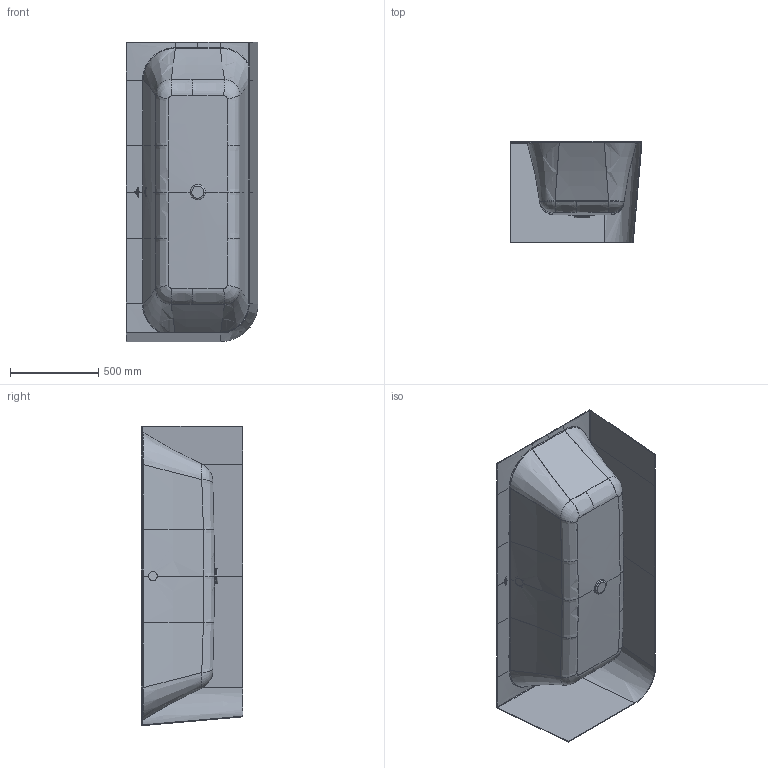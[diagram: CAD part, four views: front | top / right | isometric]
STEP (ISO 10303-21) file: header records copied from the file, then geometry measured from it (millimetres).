
FILE_DESCRIPTION((''),'2;1');
FILE_NAME('ARCH170X75_BTW-L_02082023_ASM','2023-08-02T13:16:42',('GrootJ'),('Villeroy & Boch Wellness bv'),'CREO PARAMETRIC BY PTC INC, 2022414','CREO PARAMETRIC BY PTC INC, 2022414','');
FILE_SCHEMA(('AP242_MANAGED_MODEL_BASED_3D_ENGINEERING_MIM_LF { 1 0 10303 442 1 1 4 }'));
Products named in the file (5): ARCH170X75_BTW_CORNER-L-060623; VIEGA_OVERFLOWKNOB_21102022; AFVOERDEKSEL_ROND_30062022; LOGO_INFINITY_06072022; ARCH170X75_BTW-L_02082023_ASM
Assembly tree (4 placements, depth 2):
  ARCH170X75_BTW-L_02082023_ASM
    ARCH170X75_BTW_CORNER-L-060623
    VIEGA_OVERFLOWKNOB_21102022
    AFVOERDEKSEL_ROND_30062022
    LOGO_INFINITY_06072022
Bounding box: 749.45 x 575 x 1699.68 mm (x, y, z)
Volume: 14611654.8 mm3; surface area: 7308446.3 mm2
Topology: 31 solids, 31 shells, 568 faces, 1484 edges, 1040 vertices
Faces by surface type: extrusion 237, bspline 163, plane 117, cylinder 21, torus 18, cone 8, sphere 4
Entity records: 44212 total; most frequent: CARTESIAN_POINT 28942, ORIENTED_EDGE 2728, DIRECTION 1503, COLOUR_RGB 1474, EDGE_CURVE 1364, B_SPLINE_CURVE_WITH_KNOTS 994, VERTEX_POINT 856, VECTOR 813
